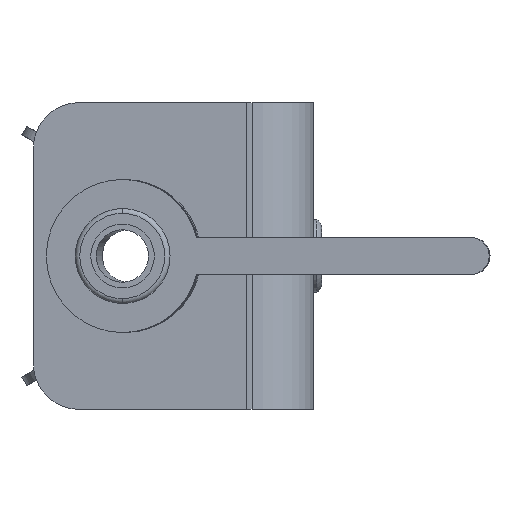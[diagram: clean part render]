
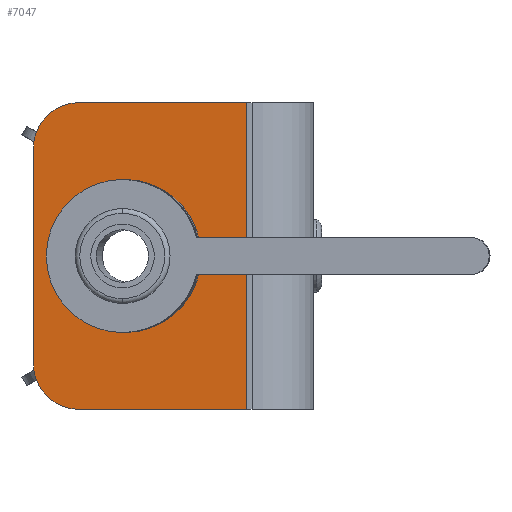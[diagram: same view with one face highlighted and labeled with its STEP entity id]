
A CAD part, left-side view. The second image highlights one B-rep face of the part: STEP entity #7047.
In plain terms, the highlighted planar face has unit normal (-0.996, 0.087, 0).
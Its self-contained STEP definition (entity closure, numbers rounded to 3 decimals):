
#3521 = CARTESIAN_POINT ( 'NONE',  ( -25.093, 1.835, 9.066 ) ) ;
#3522 = CARTESIAN_POINT ( 'NONE',  ( -24.887, 4.188, 6.704 ) ) ;
#3524 = CARTESIAN_POINT ( 'NONE',  ( -25.853, -6.859, -6.809 ) ) ;
#3579 = DIRECTION ( 'NONE',  ( 0., 0., -1. ) ) ;
#3580 = VECTOR ( 'NONE', #3579, 1000. ) ;
#3581 = CARTESIAN_POINT ( 'NONE',  ( -25.853, -6.859, 9.066 ) ) ;
#3582 = LINE ( 'NONE', #3581, #3580 ) ;
#3584 = DIRECTION ( 'NONE',  ( -0.087, -0.996, 0. ) ) ;
#3585 = DIRECTION ( 'NONE',  ( -0.996, 0.087, 0. ) ) ;
#3586 = CARTESIAN_POINT ( 'NONE',  ( -25.093, 1.835, -4.447 ) ) ;
#3587 = AXIS2_PLACEMENT_3D ( 'NONE', #3586, #3585, #3584 ) ;
#3588 = CIRCLE ( 'NONE', #3587, 2.362 ) ;
#3602 = DIRECTION ( 'NONE',  ( -0.087, -0.996, 0. ) ) ;
#3603 = DIRECTION ( 'NONE',  ( -0.996, 0.087, 0. ) ) ;
#3604 = CARTESIAN_POINT ( 'NONE',  ( -25.093, 1.835, 6.704 ) ) ;
#3605 = AXIS2_PLACEMENT_3D ( 'NONE', #3604, #3603, #3602 ) ;
#3606 = CIRCLE ( 'NONE', #3605, 2.362 ) ;
#3664 = DIRECTION ( 'NONE',  ( 0., 0., -1. ) ) ;
#3665 = DIRECTION ( 'NONE',  ( 0.996, -0.087, 0. ) ) ;
#3666 = CARTESIAN_POINT ( 'NONE',  ( -25.301, -0.544, 1.128 ) ) ;
#3667 = AXIS2_PLACEMENT_3D ( 'NONE', #3666, #3665, #3664 ) ;
#3668 = CIRCLE ( 'NONE', #3667, 2.654 ) ;
#3679 = CARTESIAN_POINT ( 'NONE',  ( -24.887, 4.188, -4.447 ) ) ;
#3680 = CARTESIAN_POINT ( 'NONE',  ( -25.093, 1.835, -6.809 ) ) ;
#3694 = DIRECTION ( 'NONE',  ( 0.087, 0.996, 0. ) ) ;
#3695 = VECTOR ( 'NONE', #3694, 1000. ) ;
#3696 = CARTESIAN_POINT ( 'NONE',  ( -25.853, -6.859, -6.809 ) ) ;
#3697 = LINE ( 'NONE', #3696, #3695 ) ;
#3698 = DIRECTION ( 'NONE',  ( 0.087, 0.996, 0. ) ) ;
#3699 = VECTOR ( 'NONE', #3698, 1000. ) ;
#3700 = CARTESIAN_POINT ( 'NONE',  ( -25.853, -6.859, 9.066 ) ) ;
#3701 = LINE ( 'NONE', #3700, #3699 ) ;
#3702 = DIRECTION ( 'NONE',  ( 0., 0., -1. ) ) ;
#3703 = VECTOR ( 'NONE', #3702, 1000. ) ;
#3704 = CARTESIAN_POINT ( 'NONE',  ( -24.887, 4.188, 9.066 ) ) ;
#3705 = LINE ( 'NONE', #3704, #3703 ) ;
#3805 = FACE_OUTER_BOUND ( 'NONE', #6969, .T. ) ;
#3806 = FACE_BOUND ( 'NONE', #6978, .T. ) ;
#3843 = DIRECTION ( 'NONE',  ( -0.087, -0.996, 0. ) ) ;
#3844 = DIRECTION ( 'NONE',  ( -0.996, 0.087, 0. ) ) ;
#3845 = CARTESIAN_POINT ( 'NONE',  ( -25.853, -6.859, 9.066 ) ) ;
#3846 = AXIS2_PLACEMENT_3D ( 'NONE', #3845, #3844, #3843 ) ;
#3848 = PLANE ( 'NONE',  #3846 ) ;
#4985 = CARTESIAN_POINT ( 'NONE',  ( -25.853, -6.859, 9.066 ) ) ;
#5591 = EDGE_CURVE ( 'NONE', #5592, #5593, #9135, .T. ) ;
#5592 = VERTEX_POINT ( 'NONE', #9126 ) ;
#5593 = VERTEX_POINT ( 'NONE', #9125 ) ;
#6937 = VERTEX_POINT ( 'NONE', #3524 ) ;
#6939 = VERTEX_POINT ( 'NONE', #3522 ) ;
#6940 = VERTEX_POINT ( 'NONE', #3521 ) ;
#6952 = EDGE_CURVE ( 'NONE', #6983, #6982, #3588, .T. ) ;
#6953 = EDGE_CURVE ( 'NONE', #7408, #6937, #3582, .T. ) ;
#6965 = EDGE_CURVE ( 'NONE', #6940, #6939, #3606, .T. ) ;
#6968 = ORIENTED_EDGE ( 'NONE', *, *, #6997, .T. ) ;
#6969 = EDGE_LOOP ( 'NONE', ( #6970, #6999, #7000, #6971, #6968, #7012 ) ) ;
#6970 = ORIENTED_EDGE ( 'NONE', *, *, #6995, .T. ) ;
#6971 = ORIENTED_EDGE ( 'NONE', *, *, #6953, .F. ) ;
#6974 = ORIENTED_EDGE ( 'NONE', *, *, #5591, .T. ) ;
#6978 = EDGE_LOOP ( 'NONE', ( #6979, #6974 ) ) ;
#6979 = ORIENTED_EDGE ( 'NONE', *, *, #6989, .T. ) ;
#6982 = VERTEX_POINT ( 'NONE', #3680 ) ;
#6983 = VERTEX_POINT ( 'NONE', #3679 ) ;
#6989 = EDGE_CURVE ( 'NONE', #5593, #5592, #3668, .T. ) ;
#6995 = EDGE_CURVE ( 'NONE', #6939, #6983, #3705, .T. ) ;
#6997 = EDGE_CURVE ( 'NONE', #7408, #6940, #3701, .T. ) ;
#6998 = EDGE_CURVE ( 'NONE', #6937, #6982, #3697, .T. ) ;
#6999 = ORIENTED_EDGE ( 'NONE', *, *, #6952, .T. ) ;
#7000 = ORIENTED_EDGE ( 'NONE', *, *, #6998, .F. ) ;
#7012 = ORIENTED_EDGE ( 'NONE', *, *, #6965, .T. ) ;
#7047 = ADVANCED_FACE ( 'NONE', ( #3806, #3805 ), #3848, .T. ) ;
#7408 = VERTEX_POINT ( 'NONE', #4985 ) ;
#9125 = CARTESIAN_POINT ( 'NONE',  ( -25.301, -0.544, 3.783 ) ) ;
#9126 = CARTESIAN_POINT ( 'NONE',  ( -25.301, -0.544, -1.526 ) ) ;
#9127 = DIRECTION ( 'NONE',  ( 0., 0., -1. ) ) ;
#9128 = DIRECTION ( 'NONE',  ( 0.996, -0.087, 0. ) ) ;
#9129 = CARTESIAN_POINT ( 'NONE',  ( -25.301, -0.544, 1.128 ) ) ;
#9130 = AXIS2_PLACEMENT_3D ( 'NONE', #9129, #9128, #9127 ) ;
#9135 = CIRCLE ( 'NONE', #9130, 2.654 ) ;
